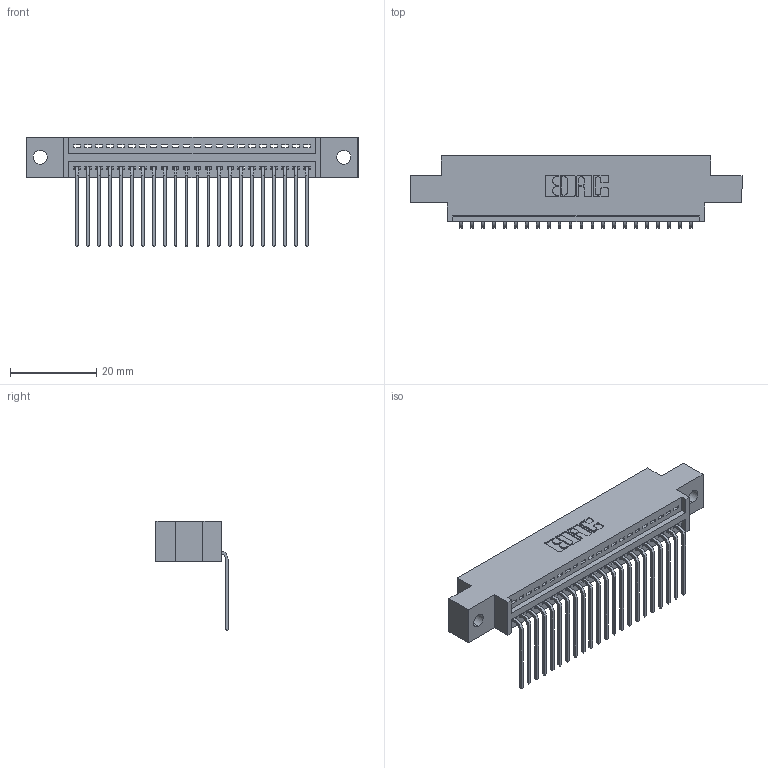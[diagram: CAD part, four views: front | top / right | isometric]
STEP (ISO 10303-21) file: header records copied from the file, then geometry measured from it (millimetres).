
FILE_DESCRIPTION (( 'STEP AP203' ), '1' );
FILE_NAME ('345-022-559-602.STEP', '2019-10-05T01:13:10', ( '' ), ( '' ), 'SwSTEP 2.0', 'SolidWorks 2016', '' );
FILE_SCHEMA (( 'CONFIG_CONTROL_DESIGN' ));
Length unit declared in the file: inch
Products named in the file (3): 345-292-001_558 559 Tail - 1; 345-022-559-602; 345 Part_0.170 Offset - 0.128 Dia
Assembly tree (23 placements, depth 2):
  345-022-559-602
    345 Part_0.170 Offset - 0.128 Dia
    345-292-001_558 559 Tail - 1  x22
Bounding box: 77.09 x 16.75 x 25.53 mm (x, y, z)
Volume: 7081.4 mm3; surface area: 9424.5 mm2
Topology: 23 solids, 23 shells, 1450 faces, 4357 edges, 2874 vertices
Faces by surface type: plane 1008, cylinder 442
Entity records: 19469 total; most frequent: CARTESIAN_POINT 3382, ORIENTED_EDGE 3338, DIRECTION 2981, EDGE_CURVE 1669, LINE 1449, VECTOR 1449, VERTEX_POINT 1110, AXIS2_PLACEMENT_3D 766
